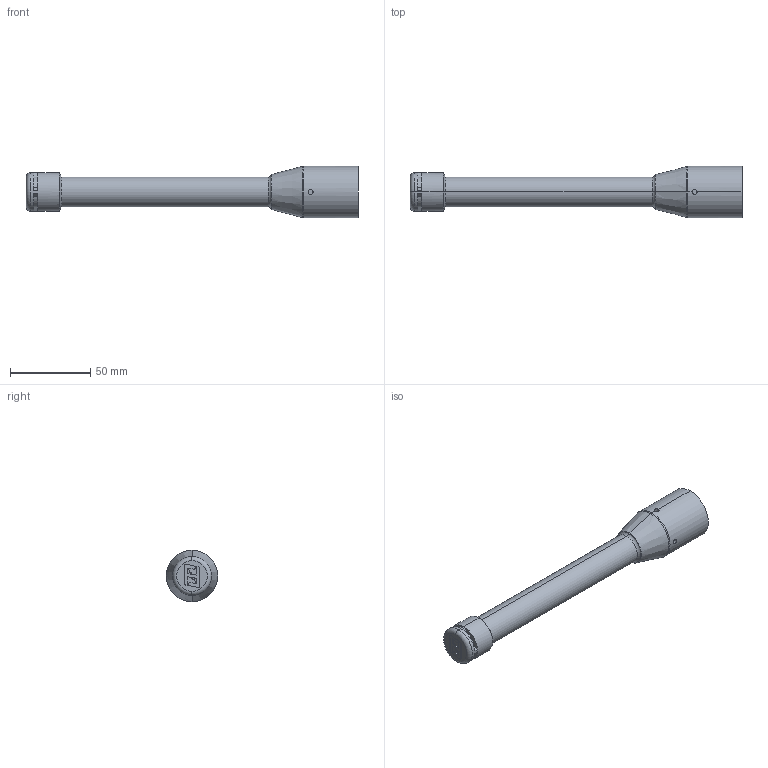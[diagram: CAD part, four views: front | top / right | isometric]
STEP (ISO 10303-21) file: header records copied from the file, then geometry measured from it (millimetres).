
FILE_DESCRIPTION (( 'STEP AP214' ), '1' );
FILE_NAME ('FM51OM1024_3D.step', '2022-12-30T19:15:29', ( '' ), ( '' ), 'SwSTEP 2.0', 'SolidWorks 2022', '' );
FILE_SCHEMA (( 'AUTOMOTIVE_DESIGN' ));
Length unit declared in the file: inch
Products named in the file (1): FM51OM1024_3D
Bounding box: 206.25 x 32 x 32 mm (x, y, z)
Volume: 81141.6 mm3; surface area: 18404.1 mm2
Topology: 1 solids, 1 shells, 140 faces, 322 edges, 197 vertices
Faces by surface type: plane 56, cylinder 42, cone 30, torus 12
Entity records: 4728 total; most frequent: CARTESIAN_POINT 866, DIRECTION 726, ORIENTED_EDGE 640, EDGE_CURVE 320, AXIS2_PLACEMENT_3D 273, VERTEX_POINT 197, LINE 180, VECTOR 180
